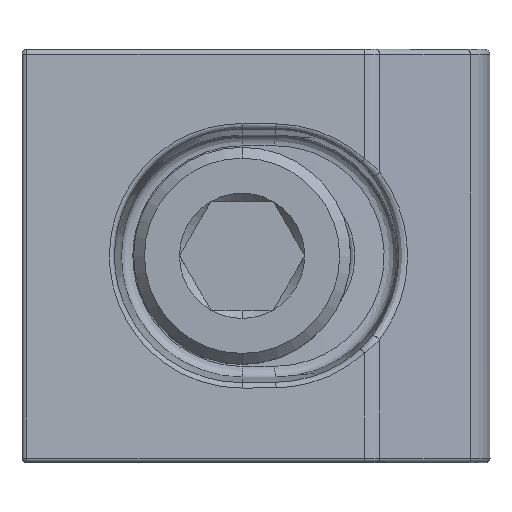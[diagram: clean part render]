
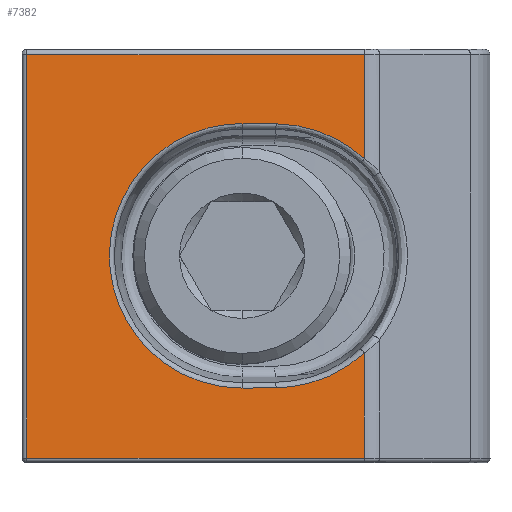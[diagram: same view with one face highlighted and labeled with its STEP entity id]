
A CAD part, top view. The second image highlights one B-rep face of the part: STEP entity #7382.
In plain terms, the highlighted face is planar.
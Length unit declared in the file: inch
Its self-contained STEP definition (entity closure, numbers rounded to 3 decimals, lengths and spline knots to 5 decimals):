
#33 = CARTESIAN_POINT ( 'NONE',  ( -0.31615, -3.00307, -0.20985 ) ) ;
#71 = CARTESIAN_POINT ( 'NONE',  ( -0.45123, -3.00307, -0.22286 ) ) ;
#605 = ORIENTED_EDGE ( 'NONE', *, *, #5652, .T. ) ;
#629 = LINE ( 'NONE', #5579, #2100 ) ;
#757 = DIRECTION ( 'NONE',  ( 0., 1., 0. ) ) ;
#894 =( BOUNDED_CURVE ( )  B_SPLINE_CURVE ( 3, ( #7855, #4277, #7094, #2957 ),
 .UNSPECIFIED., .F., .T. ) 
 B_SPLINE_CURVE_WITH_KNOTS ( ( 4, 4 ),
 ( 1.5799, 2.31577 ),
 .UNSPECIFIED. ) 
 CURVE ( )  GEOMETRIC_REPRESENTATION_ITEM ( )  RATIONAL_B_SPLINE_CURVE ( ( 1., 0.955, 0.955, 1. ) ) 
 REPRESENTATION_ITEM ( '' )  );
#1243 = DIRECTION ( 'NONE',  ( 0.995, 0.009, 0.096 ) ) ;
#1255 = VERTEX_POINT ( 'NONE', #2235 ) ;
#1369 = DIRECTION ( 'NONE',  ( 0., -1., 0. ) ) ;
#1629 = EDGE_CURVE ( 'NONE', #1255, #8379, #7780, .T. ) ;
#1940 = VECTOR ( 'NONE', #3605, 39.37008 ) ;
#2100 = VECTOR ( 'NONE', #1243, 39.37008 ) ;
#2113 = PLANE ( 'NONE',  #5550 ) ;
#2117 = LINE ( 'NONE', #3419, #3149 ) ;
#2235 = CARTESIAN_POINT ( 'NONE',  ( 0.16113, -3.00307, -0.1639 ) ) ;
#2302 = FACE_OUTER_BOUND ( 'NONE', #7840, .T. ) ;
#2321 = CARTESIAN_POINT ( 'NONE',  ( 0.00096, -2.39862, -0.17932 ) ) ;
#2753 = EDGE_CURVE ( 'NONE', #8209, #3164, #8397, .T. ) ;
#2902 = CARTESIAN_POINT ( 'NONE',  ( -0.05904, -2.39807, -0.1851 ) ) ;
#2957 = CARTESIAN_POINT ( 'NONE',  ( 0.16113, -2.8141, -0.1639 ) ) ;
#2967 = CARTESIAN_POINT ( 'NONE',  ( -0.30124, -2.63807, -0.20842 ) ) ;
#3002 = CARTESIAN_POINT ( 'NONE',  ( -0.45123, -2.27107, -0.22286 ) ) ;
#3026 = CARTESIAN_POINT ( 'NONE',  ( 0.00096, -2.87752, -0.17932 ) ) ;
#3149 = VECTOR ( 'NONE', #3549, 39.37008 ) ;
#3164 = VERTEX_POINT ( 'NONE', #4901 ) ;
#3285 = EDGE_CURVE ( 'NONE', #7699, #5409, #6859, .T. ) ;
#3419 = CARTESIAN_POINT ( 'NONE',  ( 0.17721, -2.27107, -0.16235 ) ) ;
#3527 = ORIENTED_EDGE ( 'NONE', *, *, #3285, .T. ) ;
#3544 = CARTESIAN_POINT ( 'NONE',  ( 0.16113, -3.01307, -0.1639 ) ) ;
#3547 = EDGE_CURVE ( 'NONE', #8379, #9098, #7763, .T. ) ;
#3549 = DIRECTION ( 'NONE',  ( 0.995, 0., 0.096 ) ) ;
#3605 = DIRECTION ( 'NONE',  ( -0.995, 0., -0.096 ) ) ;
#3609 = EDGE_CURVE ( 'NONE', #6922, #1255, #6348, .T. ) ;
#3630 =( BOUNDED_CURVE ( )  B_SPLINE_CURVE ( 3, ( #7968, #6418, #8491, #2321 ),
 .UNSPECIFIED., .F., .T. ) 
 B_SPLINE_CURVE_WITH_KNOTS ( ( 4, 4 ),
 ( 3.96742, 4.70329 ),
 .UNSPECIFIED. ) 
 CURVE ( )  GEOMETRIC_REPRESENTATION_ITEM ( )  RATIONAL_B_SPLINE_CURVE ( ( 1., 0.955, 0.955, 1. ) ) 
 REPRESENTATION_ITEM ( '' )  );
#3652 = EDGE_CURVE ( 'NONE', #8292, #6922, #894, .T. ) ;
#4200 = CARTESIAN_POINT ( 'NONE',  ( 0.00096, -2.39862, -0.17932 ) ) ;
#4277 = CARTESIAN_POINT ( 'NONE',  ( 0.06106, -2.87698, -0.17353 ) ) ;
#4318 = ORIENTED_EDGE ( 'NONE', *, *, #2753, .T. ) ;
#4340 = CARTESIAN_POINT ( 'NONE',  ( -0.20065, -2.87936, -0.19873 ) ) ;
#4385 = CARTESIAN_POINT ( 'NONE',  ( -0.20065, -2.39679, -0.19873 ) ) ;
#4418 = ORIENTED_EDGE ( 'NONE', *, *, #5878, .T. ) ;
#4473 = VECTOR ( 'NONE', #1369, 39.37008 ) ;
#4731 = CARTESIAN_POINT ( 'NONE',  ( 0.16113, -3.01307, -0.1639 ) ) ;
#4824 = DIRECTION ( 'NONE',  ( 0., -1., 0. ) ) ;
#4901 = CARTESIAN_POINT ( 'NONE',  ( 0.16113, -2.46204, -0.1639 ) ) ;
#5044 = CARTESIAN_POINT ( 'NONE',  ( -0.05904, -2.39807, -0.1851 ) ) ;
#5273 = DIRECTION ( 'NONE',  ( -0.995, 0.009, -0.096 ) ) ;
#5360 = LINE ( 'NONE', #8718, #7772 ) ;
#5409 = VERTEX_POINT ( 'NONE', #6960 ) ;
#5451 = ORIENTED_EDGE ( 'NONE', *, *, #8937, .T. ) ;
#5504 = VECTOR ( 'NONE', #757, 39.37008 ) ;
#5550 = AXIS2_PLACEMENT_3D ( 'NONE', #5751, #9161, #8609 ) ;
#5579 = CARTESIAN_POINT ( 'NONE',  ( 0.00008, -2.87753, -0.1794 ) ) ;
#5652 = EDGE_CURVE ( 'NONE', #3164, #8353, #3630, .T. ) ;
#5720 = CARTESIAN_POINT ( 'NONE',  ( -0.30124, -2.49646, -0.20842 ) ) ;
#5751 = CARTESIAN_POINT ( 'NONE',  ( 0.17721, -3.01307, -0.16235 ) ) ;
#5804 = ORIENTED_EDGE ( 'NONE', *, *, #3609, .T. ) ;
#5878 = EDGE_CURVE ( 'NONE', #8353, #7699, #5360, .T. ) ;
#6192 = CARTESIAN_POINT ( 'NONE',  ( 0.16113, -2.8141, -0.1639 ) ) ;
#6219 = ORIENTED_EDGE ( 'NONE', *, *, #8940, .T. ) ;
#6348 = LINE ( 'NONE', #3544, #4473 ) ;
#6418 = CARTESIAN_POINT ( 'NONE',  ( 0.11694, -2.4213, -0.16815 ) ) ;
#6424 = ORIENTED_EDGE ( 'NONE', *, *, #1629, .T. ) ;
#6859 =( BOUNDED_CURVE ( )  B_SPLINE_CURVE ( 3, ( #5044, #4385, #5720, #2967, #7868, #4340, #7161 ),
 .UNSPECIFIED., .F., .F. ) 
 B_SPLINE_CURVE_WITH_KNOTS ( ( 4, 3, 4 ),
 ( 4.70329, 6.28319, 7.86308 ),
 .UNSPECIFIED. ) 
 CURVE ( )  GEOMETRIC_REPRESENTATION_ITEM ( )  RATIONAL_B_SPLINE_CURVE ( ( 1., 0.803, 0.803, 1., 0.803, 0.803, 1. ) ) 
 REPRESENTATION_ITEM ( '' )  );
#6870 = ORIENTED_EDGE ( 'NONE', *, *, #3547, .T. ) ;
#6922 = VERTEX_POINT ( 'NONE', #6192 ) ;
#6960 = CARTESIAN_POINT ( 'NONE',  ( -0.05904, -2.87807, -0.1851 ) ) ;
#7072 = CARTESIAN_POINT ( 'NONE',  ( 0.16113, -2.27107, -0.1639 ) ) ;
#7094 = CARTESIAN_POINT ( 'NONE',  ( 0.11694, -2.85485, -0.16815 ) ) ;
#7119 = VECTOR ( 'NONE', #4824, 39.37008 ) ;
#7161 = CARTESIAN_POINT ( 'NONE',  ( -0.05904, -2.87807, -0.1851 ) ) ;
#7242 = ORIENTED_EDGE ( 'NONE', *, *, #3652, .T. ) ;
#7382 = ADVANCED_FACE ( 'NONE', ( #2302 ), #2113, .T. ) ;
#7699 = VERTEX_POINT ( 'NONE', #2902 ) ;
#7715 = CARTESIAN_POINT ( 'NONE',  ( -0.45123, -3.01307, -0.22286 ) ) ;
#7763 = LINE ( 'NONE', #7715, #5504 ) ;
#7772 = VECTOR ( 'NONE', #5273, 39.37008 ) ;
#7780 = LINE ( 'NONE', #33, #1940 ) ;
#7840 = EDGE_LOOP ( 'NONE', ( #5451, #7242, #5804, #6424, #6870, #6219, #4318, #605, #4418, #3527 ) ) ;
#7855 = CARTESIAN_POINT ( 'NONE',  ( 0.00096, -2.87752, -0.17932 ) ) ;
#7868 = CARTESIAN_POINT ( 'NONE',  ( -0.30124, -2.77968, -0.20842 ) ) ;
#7968 = CARTESIAN_POINT ( 'NONE',  ( 0.16113, -2.46204, -0.1639 ) ) ;
#8209 = VERTEX_POINT ( 'NONE', #7072 ) ;
#8292 = VERTEX_POINT ( 'NONE', #3026 ) ;
#8353 = VERTEX_POINT ( 'NONE', #4200 ) ;
#8379 = VERTEX_POINT ( 'NONE', #71 ) ;
#8397 = LINE ( 'NONE', #4731, #7119 ) ;
#8491 = CARTESIAN_POINT ( 'NONE',  ( 0.06106, -2.39917, -0.17353 ) ) ;
#8609 = DIRECTION ( 'NONE',  ( 0., -1., 0. ) ) ;
#8718 = CARTESIAN_POINT ( 'NONE',  ( -0.05992, -2.39807, -0.18518 ) ) ;
#8937 = EDGE_CURVE ( 'NONE', #5409, #8292, #629, .T. ) ;
#8940 = EDGE_CURVE ( 'NONE', #9098, #8209, #2117, .T. ) ;
#9098 = VERTEX_POINT ( 'NONE', #3002 ) ;
#9161 = DIRECTION ( 'NONE',  ( 0.096, 0., -0.995 ) ) ;
